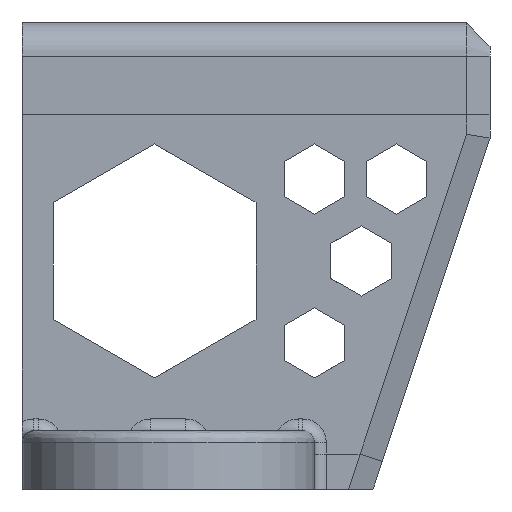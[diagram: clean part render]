
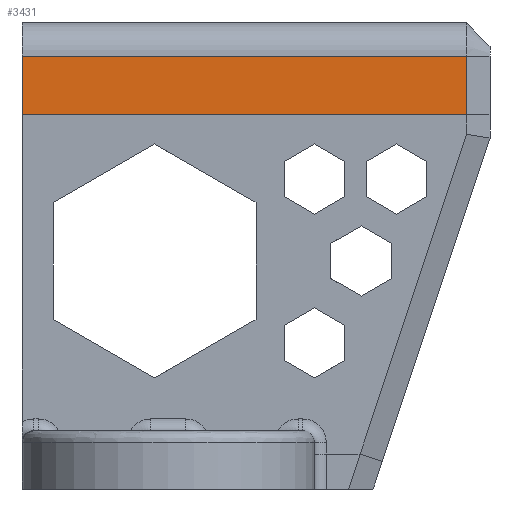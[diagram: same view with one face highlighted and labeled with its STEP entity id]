
A CAD part, front view. The second image highlights one B-rep face of the part: STEP entity #3431.
In plain terms, the highlighted planar face has unit normal (0, -1, 0).
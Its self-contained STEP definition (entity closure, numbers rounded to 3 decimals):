
#485=FACE_OUTER_BOUND('',#693,.T.);
#693=EDGE_LOOP('',(#2898,#2899,#2900,#2901));
#973=LINE('',#5888,#1276);
#994=LINE('',#5936,#1297);
#1006=LINE('',#5973,#1309);
#1007=LINE('',#5974,#1310);
#1276=VECTOR('',#4410,10.);
#1297=VECTOR('',#4457,10.);
#1309=VECTOR('',#4497,10.);
#1310=VECTOR('',#4498,10.);
#1609=VERTEX_POINT('',#5885);
#1610=VERTEX_POINT('',#5887);
#1620=VERTEX_POINT('',#5921);
#1635=VERTEX_POINT('',#5972);
#2042=EDGE_CURVE('',#1610,#1609,#973,.T.);
#2067=EDGE_CURVE('',#1620,#1609,#994,.T.);
#2086=EDGE_CURVE('',#1635,#1620,#1006,.T.);
#2087=EDGE_CURVE('',#1635,#1610,#1007,.T.);
#2898=ORIENTED_EDGE('',*,*,#2067,.F.);
#2899=ORIENTED_EDGE('',*,*,#2086,.F.);
#2900=ORIENTED_EDGE('',*,*,#2087,.T.);
#2901=ORIENTED_EDGE('',*,*,#2042,.T.);
#3294=PLANE('',#3719);
#3431=ADVANCED_FACE('',(#485),#3294,.T.);
#3719=AXIS2_PLACEMENT_3D('',#5971,#4495,#4496);
#4410=DIRECTION('',(1.,0.,0.));
#4457=DIRECTION('',(0.,0.,-1.));
#4495=DIRECTION('center_axis',(0.,-1.,
0.));
#4496=DIRECTION('ref_axis',(0.,0.,-1.));
#4497=DIRECTION('',(1.,0.,0.));
#4498=DIRECTION('',(0.,0.,-1.));
#5885=CARTESIAN_POINT('',(42.5,4.15,-8.));
#5887=CARTESIAN_POINT('',(4.5,4.15,-8.));
#5888=CARTESIAN_POINT('',(4.5,4.15,-8.));
#5921=CARTESIAN_POINT('',(42.5,4.15,-3.));
#5936=CARTESIAN_POINT('',(42.5,4.15,-3.537));
#5971=CARTESIAN_POINT('Origin',(4.5,4.15,-3.));
#5972=CARTESIAN_POINT('',(4.5,4.15,-3.));
#5973=CARTESIAN_POINT('',(4.5,4.15,-3.));
#5974=CARTESIAN_POINT('',(4.5,4.15,-3.));
